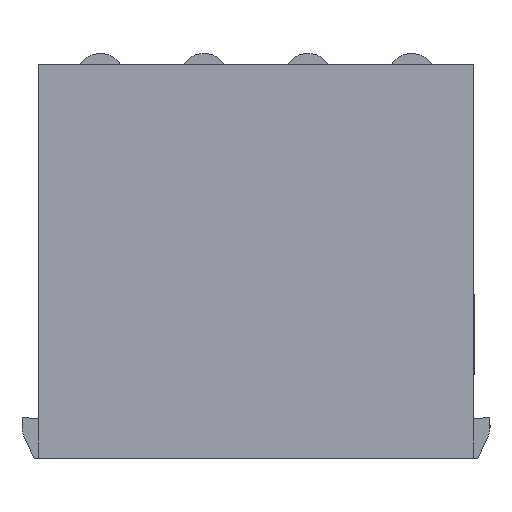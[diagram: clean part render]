
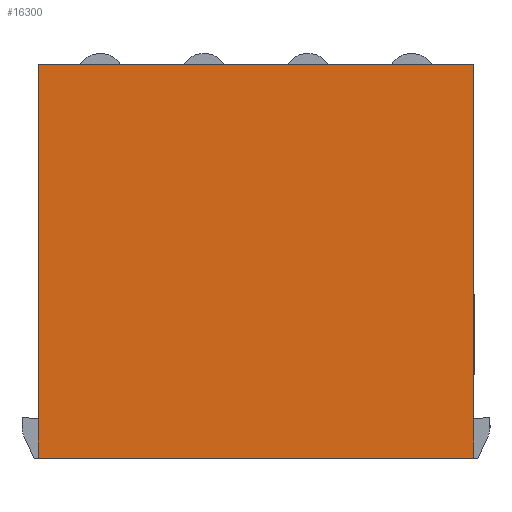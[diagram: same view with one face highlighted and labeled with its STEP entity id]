
A CAD part, top view. The second image highlights one B-rep face of the part: STEP entity #16300.
In plain terms, the highlighted face is planar.
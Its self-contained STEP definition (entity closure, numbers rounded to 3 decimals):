
#4770=CARTESIAN_POINT('',(-1.52,5.42,
7.1));
#4780=VERTEX_POINT('',#4770);
#4810=CARTESIAN_POINT('',(1.27,5.42,7.1));
#4820=DIRECTION('',(-1.,0.,0.));
#4830=VECTOR('',#4820,1.);
#4840=LINE('',#4810,#4830);
#4850=CARTESIAN_POINT('',(9.14,5.42,
7.1));
#4860=VERTEX_POINT('',#4850);
#4870=EDGE_CURVE('',#4860,#4780,#4840,.T.);
#16000=CARTESIAN_POINT('',(1.02,5.42,0.));
#16010=DIRECTION('',(0.,1.,-0.));
#16020=DIRECTION('',(-1.,0.,0.));
#16030=AXIS2_PLACEMENT_3D('',#16000,#16010,#16020);
#16040=PLANE('',#16030);
#16050=CARTESIAN_POINT('',(1.27,5.42,-2.54));
#16060=DIRECTION('',(1.,0.,0.));
#16070=VECTOR('',#16060,1.);
#16080=LINE('',#16050,#16070);
#16090=CARTESIAN_POINT('',(-1.52,5.42,
-2.54));
#16100=VERTEX_POINT('',#16090);
#16110=CARTESIAN_POINT('',(9.14,5.42,
-2.54));
#16120=VERTEX_POINT('',#16110);
#16130=EDGE_CURVE('',#16100,#16120,#16080,.T.);
#16140=ORIENTED_EDGE('',*,*,#16130,.F.);
#16150=CARTESIAN_POINT('',(9.14,5.42,
12.033));
#16160=DIRECTION('',(0.,0.,1.));
#16170=VECTOR('',#16160,1.);
#16180=LINE('',#16150,#16170);
#16190=EDGE_CURVE('',#16120,#4860,#16180,.T.);
#16200=ORIENTED_EDGE('',*,*,#16190,.F.);
#16210=ORIENTED_EDGE('',*,*,#4870,.F.);
#16220=CARTESIAN_POINT('',(-1.52,5.42,
12.033));
#16230=DIRECTION('',(0.,0.,1.));
#16240=VECTOR('',#16230,1.);
#16250=LINE('',#16220,#16240);
#16260=EDGE_CURVE('',#16100,#4780,#16250,.T.);
#16270=ORIENTED_EDGE('',*,*,#16260,.T.);
#16280=EDGE_LOOP('',(#16270,#16210,#16200,#16140));
#16290=FACE_OUTER_BOUND('',#16280,.T.);
#16300=ADVANCED_FACE('',(#16290),#16040,.T.);
